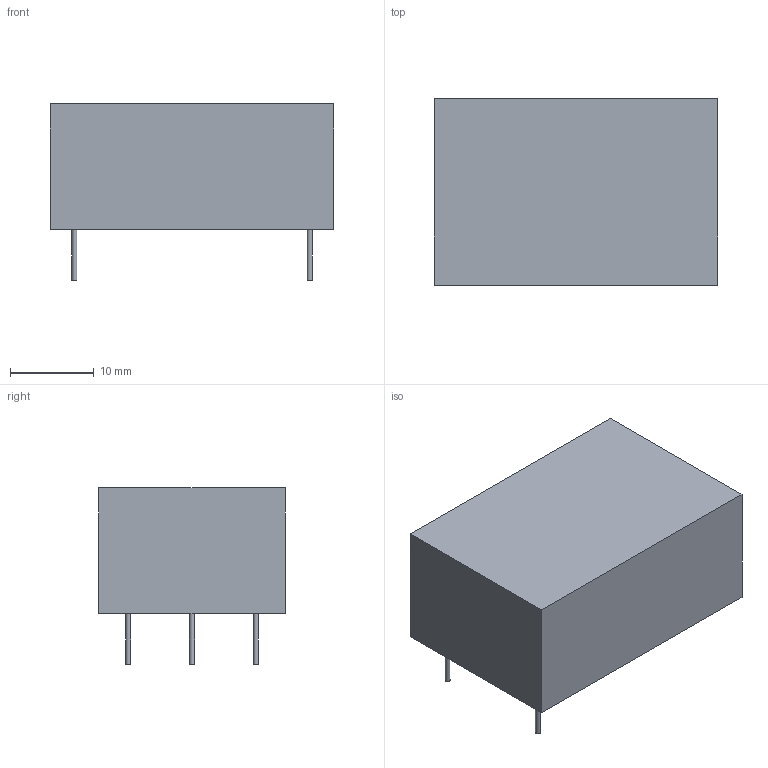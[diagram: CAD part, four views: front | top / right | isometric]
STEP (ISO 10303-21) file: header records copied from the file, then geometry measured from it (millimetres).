
FILE_DESCRIPTION(('FreeCAD Model'),'2;1');
FILE_NAME('ACDC-Converter_MeanWell-IRM-02-x.step', '2017-05-22T17:17:48',('FreeCAD'),('FreeCAD'), 'Open CASCADE STEP processor 6.7','FreeCAD','Unknown');
FILE_SCHEMA(('AUTOMOTIVE_DESIGN_CC2 { 1 2 10303 214 -1 1 5 4 }'));
Length unit declared in the file: millimetre
Products named in the file (4): Sketch; Body; Sketch001; Pins
Bounding box: 33.7 x 22.2 x 21 mm (x, y, z)
Volume: 11228.9 mm3; surface area: 3220.8 mm2
Topology: 5 solids, 5 shells, 18 faces, 32 edges, 28 vertices
Faces by surface type: plane 14, cylinder 4
Full cylindrical faces by diameter (mm): 0.6 x4
Entity records: 905 total; most frequent: CARTESIAN_POINT 179, DIRECTION 122, LINE 60, VECTOR 60, ORIENTED_EDGE 48, PCURVE 48, DEFINITIONAL_REPRESENTATION 48, AXIS2_PLACEMENT_3D 31
